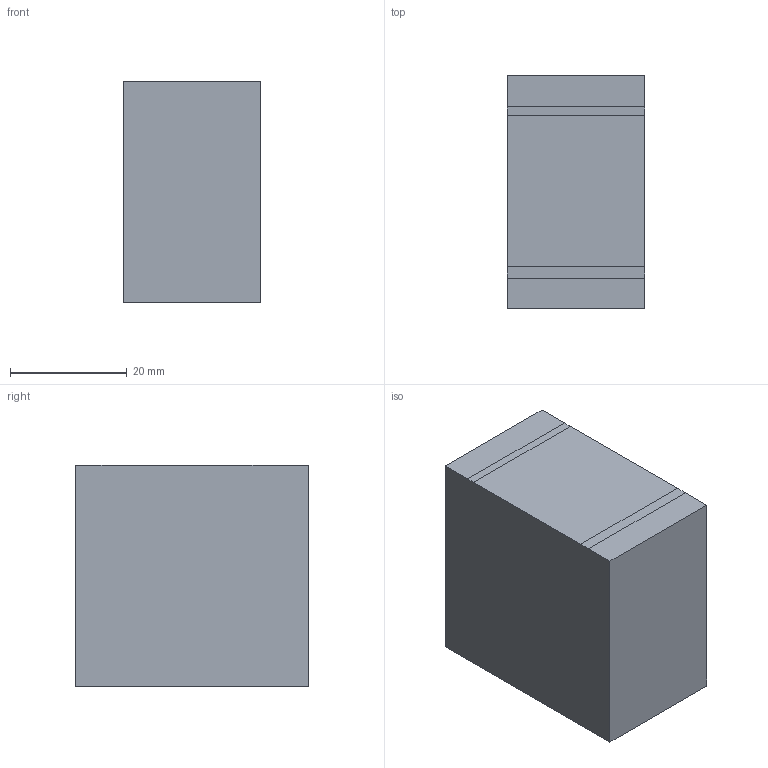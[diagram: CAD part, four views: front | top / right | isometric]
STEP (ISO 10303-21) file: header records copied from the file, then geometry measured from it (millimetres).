
FILE_DESCRIPTION(/* description */ (''),/* implementation_level */ '2;1');
FILE_NAME(/* name */ 'PeltierSpacer - 4ea.step',/* time_stamp */ '2024-03-04T17:41:00+09:00',/* author */ (''),/* organization */ (''),/* preprocessor_version */ 'ST-DEVELOPER v20',/* originating_system */ 'Autodesk Translation Framework v12.20.1.177',/* authorisation */ '');
FILE_SCHEMA (('AUTOMOTIVE_DESIGN { 1 0 10303 214 3 1 1 }'));
Length unit declared in the file: millimetre
Products named in the file (2): PeltierSpacer; Spacer
Assembly tree (1 placements, depth 2):
  PeltierSpacer
    Spacer
Bounding box: 23.52 x 40 x 38 mm (x, y, z)
Volume: 35079.4 mm3; surface area: 7605.9 mm2
Topology: 1 solids, 1 shells, 49 faces, 120 edges, 80 vertices
Faces by surface type: plane 43, cylinder 4, bspline 2
Full cylindrical faces by diameter (mm): 2.8 x4
Entity records: 1542 total; most frequent: CARTESIAN_POINT 326, ORIENTED_EDGE 240, DIRECTION 224, EDGE_CURVE 120, LINE 108, VECTOR 108, VERTEX_POINT 80, AXIS2_PLACEMENT_3D 58
